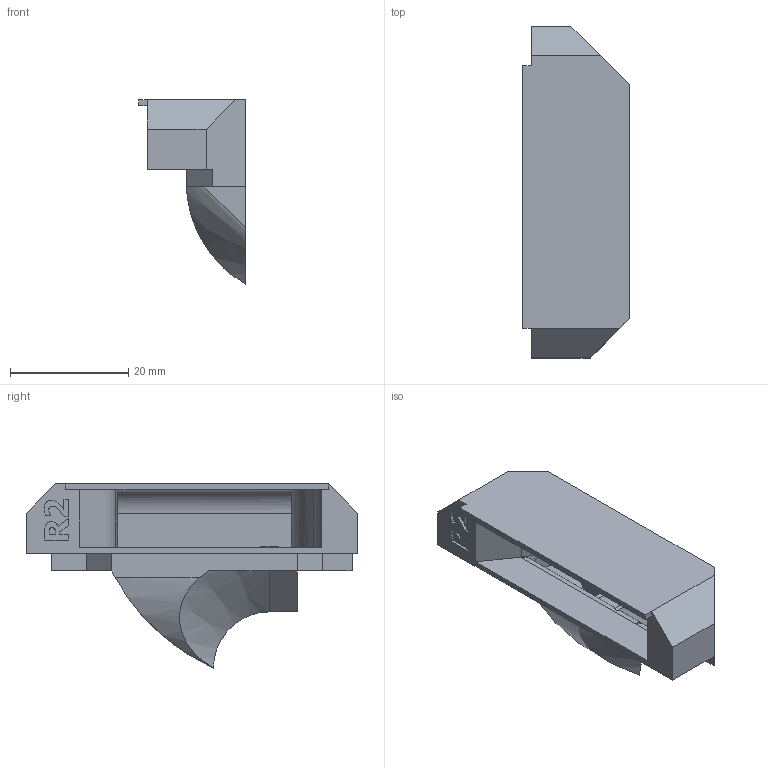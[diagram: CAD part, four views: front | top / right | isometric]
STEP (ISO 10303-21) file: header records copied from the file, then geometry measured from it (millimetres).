
FILE_DESCRIPTION(/* description */ (''),/* implementation_level */ '2;1');
FILE_NAME(/* name */ 'fan-shroud-R2.stp',/* time_stamp */ '2023-07-10T12:55:12+02:00',/* author */ ('Eliáš Knor'),/* organization */ (''),/* preprocessor_version */ 'ST-DEVELOPER v19',/* originating_system */ 'Autodesk Inventor 2023',/* authorisation */ '');
FILE_SCHEMA (('AUTOMOTIVE_DESIGN { 1 0 10303 214 3 1 1 }'));
Length unit declared in the file: millimetre
Products named in the file (1): fan-shroud-E2
Bounding box: 18.12 x 56.25 x 31.3 mm (x, y, z)
Volume: 5745.8 mm3; surface area: 6171.2 mm2
Topology: 1 solids, 2 shells, 118 faces, 339 edges, 226 vertices
Faces by surface type: plane 69, cylinder 22, bspline 19, cone 8
Entity records: 4155 total; most frequent: CARTESIAN_POINT 1167, ORIENTED_EDGE 676, DIRECTION 521, EDGE_CURVE 338, VERTEX_POINT 226, LINE 205, VECTOR 205, AXIS2_PLACEMENT_3D 158
